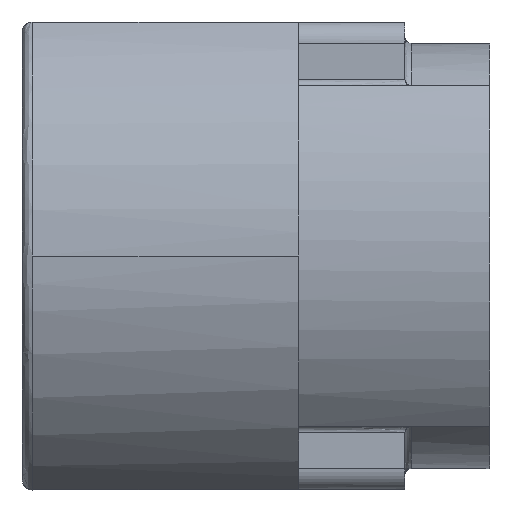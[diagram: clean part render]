
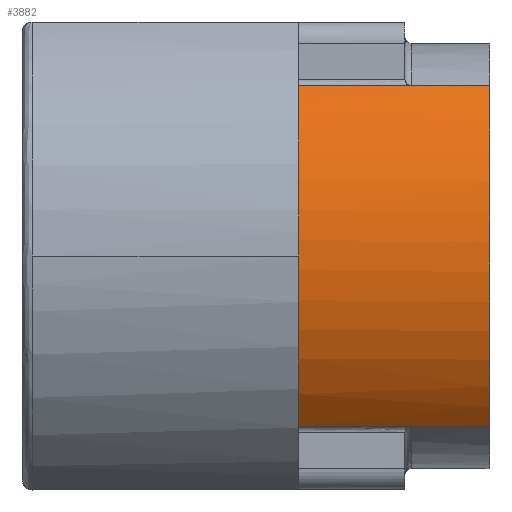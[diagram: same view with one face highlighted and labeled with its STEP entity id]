
A CAD part, left-side view. The second image highlights one B-rep face of the part: STEP entity #3882.
In plain terms, the highlighted free-form (B-spline) face has degree [1, 3] with [2, 4] control points.
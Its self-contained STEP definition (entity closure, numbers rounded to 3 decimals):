
#219 = CARTESIAN_POINT ( 'NONE',  ( 2.028, 2.5, -4. ) ) ;
#237 = VERTEX_POINT ( 'NONE', #219 ) ;
#396 = CARTESIAN_POINT ( 'NONE',  ( 0.5, 2.5, 0.732 ) ) ;
#429 = CARTESIAN_POINT ( 'NONE',  ( 0.5, 2.5, -0.732 ) ) ;
#474 = CARTESIAN_POINT ( 'NONE',  ( 2.028, 2.5, -4. ) ) ;
#513 = CARTESIAN_POINT ( 'NONE',  ( 2.028, 2.5, 4. ) ) ;
#582 = CARTESIAN_POINT ( 'NONE',  ( 1.156, -2., -2.825 ) ) ;
#1216 = VERTEX_POINT ( 'NONE', #7914 ) ;
#1368 = CARTESIAN_POINT ( 'NONE',  ( -0.113, -2., -1.606 ) ) ;
#1874 = VERTEX_POINT ( 'NONE', #6497 ) ;
#1990 = CARTESIAN_POINT ( 'NONE',  ( 1.54, 2.5, 3.455 ) ) ;
#2034 = CARTESIAN_POINT ( 'NONE',  ( 2.028, -2., -4. ) ) ;
#2113 = CARTESIAN_POINT ( 'NONE',  ( 0.634, -2., 1.457 ) ) ;
#2205 = CARTESIAN_POINT ( 'NONE',  ( -0.113, -2., 1.606 ) ) ;
#2338 = FACE_OUTER_BOUND ( 'NONE', #6322, .T. ) ;
#2772 = CARTESIAN_POINT ( 'NONE',  ( 1.54, 2.5, -3.455 ) ) ;
#2840 = B_SPLINE_CURVE_WITH_KNOTS ( 'NONE', 3,
 ( #6718, #2772, #8947, #7489, #429, #396, #5839, #9761, #1990, #9727 ),
 .UNSPECIFIED., .F., .F.,
 ( 4, 2, 2, 2, 4 ),
 ( 0., 0.365, 0.73, 1.095, 1.459 ),
 .UNSPECIFIED. ) ;
#2895 = CARTESIAN_POINT ( 'NONE',  ( 2.028, -2., 4. ) ) ;
#2945 = CARTESIAN_POINT ( 'NONE',  ( 1.54, -2., 3.455 ) ) ;
#3843 = CARTESIAN_POINT ( 'NONE',  ( 2.028, -2., 4. ) ) ;
#3882 = ADVANCED_FACE ( 'NONE', ( #2338 ), #9855, .F. ) ;
#4414 = CARTESIAN_POINT ( 'NONE',  ( -0.113, 2.5, 1.606 ) ) ;
#4478 = CARTESIAN_POINT ( 'NONE',  ( -0.113, 2.5, -1.606 ) ) ;
#4487 = CARTESIAN_POINT ( 'NONE',  ( 2.028, -2., 4. ) ) ;
#4675 = ORIENTED_EDGE ( 'NONE', *, *, #5265, .F. ) ;
#4693 = B_SPLINE_CURVE_WITH_KNOTS ( 'NONE', 1,
 ( #2034, #474 ),
 .UNSPECIFIED., .F., .F.,
 ( 2, 2 ),
 ( 0., 1. ),
 .UNSPECIFIED. ) ;
#5265 = EDGE_CURVE ( 'NONE', #1874, #9929, #9511, .T. ) ;
#5294 = CARTESIAN_POINT ( 'NONE',  ( 2.028, -2., -4. ) ) ;
#5839 = CARTESIAN_POINT ( 'NONE',  ( 0.634, 2.5, 1.457 ) ) ;
#6000 = CARTESIAN_POINT ( 'NONE',  ( 0.5, -2., -0.732 ) ) ;
#6089 = ORIENTED_EDGE ( 'NONE', *, *, #9518, .F. ) ;
#6216 = ORIENTED_EDGE ( 'NONE', *, *, #7677, .F. ) ;
#6322 = EDGE_LOOP ( 'NONE', ( #6216, #4675, #6089, #7704 ) ) ;
#6497 = CARTESIAN_POINT ( 'NONE',  ( 2.028, -2., 4. ) ) ;
#6718 = CARTESIAN_POINT ( 'NONE',  ( 2.028, 2.5, -4. ) ) ;
#6779 = CARTESIAN_POINT ( 'NONE',  ( 1.54, -2., -3.455 ) ) ;
#6941 = CARTESIAN_POINT ( 'NONE',  ( 2.028, 2.5, -4. ) ) ;
#7273 = EDGE_CURVE ( 'NONE', #237, #1216, #2840, .T. ) ;
#7489 = CARTESIAN_POINT ( 'NONE',  ( 0.634, 2.5, -1.457 ) ) ;
#7615 = CARTESIAN_POINT ( 'NONE',  ( 0.5, -2., 0.732 ) ) ;
#7677 = EDGE_CURVE ( 'NONE', #9929, #237, #4693, .T. ) ;
#7704 = ORIENTED_EDGE ( 'NONE', *, *, #7273, .F. ) ;
#7768 = CARTESIAN_POINT ( 'NONE',  ( 2.028, -2., -4. ) ) ;
#7914 = CARTESIAN_POINT ( 'NONE',  ( 2.028, 2.5, 4. ) ) ;
#8041 = CARTESIAN_POINT ( 'NONE',  ( 2.028, 2.5, 4. ) ) ;
#8390 = CARTESIAN_POINT ( 'NONE',  ( 0.634, -2., -1.457 ) ) ;
#8490 = CARTESIAN_POINT ( 'NONE',  ( 2.028, -2., -4. ) ) ;
#8947 = CARTESIAN_POINT ( 'NONE',  ( 1.156, 2.5, -2.825 ) ) ;
#9216 = CARTESIAN_POINT ( 'NONE',  ( 1.156, -2., 2.825 ) ) ;
#9511 = B_SPLINE_CURVE_WITH_KNOTS ( 'NONE', 3,
 ( #4487, #2945, #9216, #2113, #7615, #6000, #8390, #582, #6779, #5294 ),
 .UNSPECIFIED., .F., .F.,
 ( 4, 2, 2, 2, 4 ),
 ( 0., 0.365, 0.73, 1.095, 1.459 ),
 .UNSPECIFIED. ) ;
#9518 = EDGE_CURVE ( 'NONE', #1216, #1874, #9632, .T. ) ;
#9632 = B_SPLINE_CURVE_WITH_KNOTS ( 'NONE', 1,
 ( #513, #3843 ),
 .UNSPECIFIED., .F., .F.,
 ( 2, 2 ),
 ( 0., 1. ),
 .UNSPECIFIED. ) ;
#9727 = CARTESIAN_POINT ( 'NONE',  ( 2.028, 2.5, 4. ) ) ;
#9761 = CARTESIAN_POINT ( 'NONE',  ( 1.156, 2.5, 2.825 ) ) ;
#9855 =( BOUNDED_SURFACE ( )  B_SPLINE_SURFACE ( 1, 3, ( 
 ( #8041, #4414, #4478, #6941 ),
 ( #2895, #2205, #1368, #8490 ) ),
 .UNSPECIFIED., .F., .F., .F. ) 
 B_SPLINE_SURFACE_WITH_KNOTS ( ( 2, 2 ),
 ( 4, 4 ),
 ( 0., 1. ),
 ( 0., 1. ),
 .UNSPECIFIED. ) 
 GEOMETRIC_REPRESENTATION_ITEM ( )  RATIONAL_B_SPLINE_SURFACE ( (
 ( 1., 0.83, 0.83, 1.),
 ( 1., 0.83, 0.83, 1.) ) ) 
 REPRESENTATION_ITEM ( '' )  SURFACE ( )  );
#9929 = VERTEX_POINT ( 'NONE', #7768 ) ;
